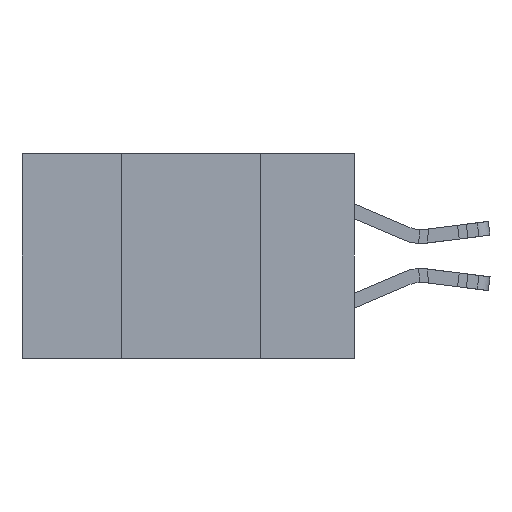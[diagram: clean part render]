
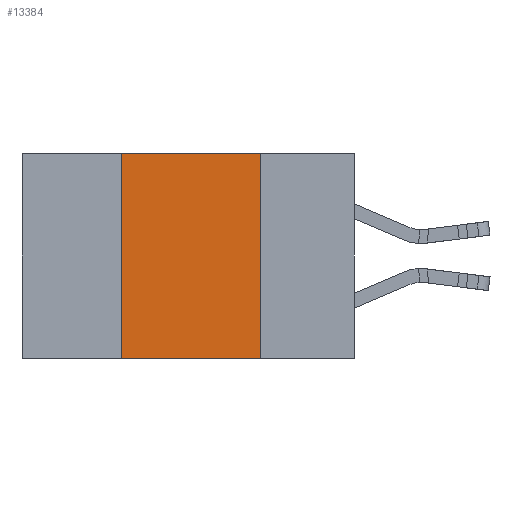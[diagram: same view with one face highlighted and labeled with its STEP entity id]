
A CAD part, left-side view. The second image highlights one B-rep face of the part: STEP entity #13384.
In plain terms, the highlighted planar face has unit normal (-1, 0, 0).
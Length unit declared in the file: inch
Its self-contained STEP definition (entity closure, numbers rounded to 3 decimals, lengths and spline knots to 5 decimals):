
#96 = CARTESIAN_POINT ( 'NONE',  ( 0., 0.6, -0.37 ) ) ;
#184 = DIRECTION ( 'NONE',  ( 0., -1., 0. ) ) ;
#2054 = EDGE_CURVE ( 'NONE', #23922, #24663, #25366, .T. ) ;
#2642 = CARTESIAN_POINT ( 'NONE',  ( 0., 0.6, 0. ) ) ;
#2662 = LINE ( 'NONE', #22117, #12734 ) ;
#2688 = VECTOR ( 'NONE', #184, 39.37008 ) ;
#3274 = VERTEX_POINT ( 'NONE', #12163 ) ;
#4634 = LINE ( 'NONE', #96, #2688 ) ;
#5170 = EDGE_CURVE ( 'NONE', #24663, #3274, #2662, .T. ) ;
#5820 = DIRECTION ( 'NONE',  ( 0., 0., -1. ) ) ;
#6470 = CARTESIAN_POINT ( 'NONE',  ( 0., 0.42, -0.37 ) ) ;
#6772 = DIRECTION ( 'NONE',  ( 0., 0., -1. ) ) ;
#8691 = PLANE ( 'NONE',  #16647 ) ;
#12163 = CARTESIAN_POINT ( 'NONE',  ( 0., 0.17, 0. ) ) ;
#12440 = CARTESIAN_POINT ( 'NONE',  ( 0., 0.42, -0.37 ) ) ;
#12676 = EDGE_CURVE ( 'NONE', #23922, #18736, #4634, .T. ) ;
#12734 = VECTOR ( 'NONE', #14365, 39.37008 ) ;
#12743 = CARTESIAN_POINT ( 'NONE',  ( 0., 0.42, 0. ) ) ;
#12973 = ORIENTED_EDGE ( 'NONE', *, *, #2054, .F. ) ;
#13384 = ADVANCED_FACE ( 'NONE', ( #23313 ), #8691, .F. ) ;
#13835 = CARTESIAN_POINT ( 'NONE',  ( 0., 0.17, -0.37 ) ) ;
#13987 = LINE ( 'NONE', #13835, #23630 ) ;
#14365 = DIRECTION ( 'NONE',  ( 0., -1., 0. ) ) ;
#15661 = ORIENTED_EDGE ( 'NONE', *, *, #12676, .T. ) ;
#15696 = EDGE_LOOP ( 'NONE', ( #19429, #25540, #12973, #15661 ) ) ;
#16647 = AXIS2_PLACEMENT_3D ( 'NONE', #2642, #18582, #6772 ) ;
#18582 = DIRECTION ( 'NONE',  ( 1., 0., 0. ) ) ;
#18736 = VERTEX_POINT ( 'NONE', #19682 ) ;
#19429 = ORIENTED_EDGE ( 'NONE', *, *, #20711, .F. ) ;
#19682 = CARTESIAN_POINT ( 'NONE',  ( 0., 0.17, -0.37 ) ) ;
#20295 = VECTOR ( 'NONE', #24046, 39.37008 ) ;
#20711 = EDGE_CURVE ( 'NONE', #3274, #18736, #13987, .T. ) ;
#22117 = CARTESIAN_POINT ( 'NONE',  ( 0., 0.6, 0. ) ) ;
#23313 = FACE_OUTER_BOUND ( 'NONE', #15696, .T. ) ;
#23630 = VECTOR ( 'NONE', #5820, 39.37008 ) ;
#23922 = VERTEX_POINT ( 'NONE', #12440 ) ;
#24046 = DIRECTION ( 'NONE',  ( 0., 0., 1. ) ) ;
#24663 = VERTEX_POINT ( 'NONE', #12743 ) ;
#25366 = LINE ( 'NONE', #6470, #20295 ) ;
#25540 = ORIENTED_EDGE ( 'NONE', *, *, #5170, .F. ) ;
